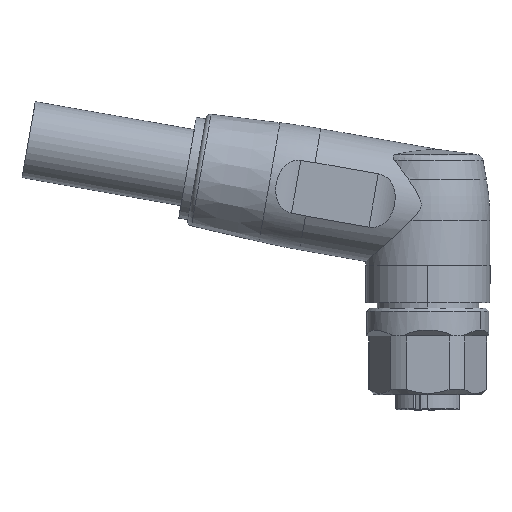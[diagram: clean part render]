
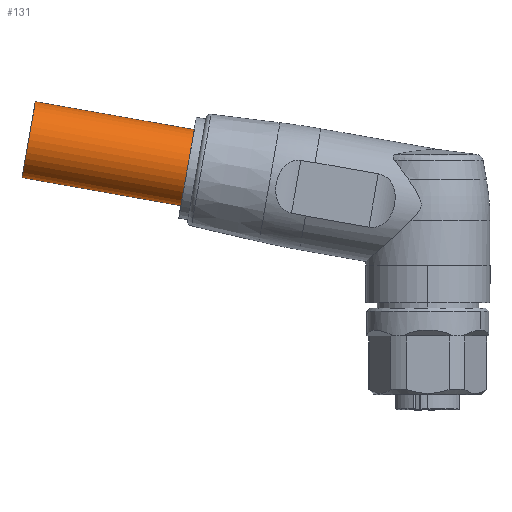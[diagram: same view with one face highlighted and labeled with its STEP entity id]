
A CAD part, left-side view. The second image highlights one B-rep face of the part: STEP entity #131.
In plain terms, the highlighted cylindrical face has radius 4.9 mm (diameter 9.8 mm), a partial arc.
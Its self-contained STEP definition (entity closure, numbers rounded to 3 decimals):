
#47=AXIS2_PLACEMENT_3D('Circle Axis2P3D',#45,#46,$) ;
#54=AXIS2_PLACEMENT_3D('Circle Axis2P3D',#52,#53,$) ;
#82=AXIS2_PLACEMENT_3D('Cylinder Axis2P3D',#79,#80,#81) ;
#121=AXIS2_PLACEMENT_3D('Circle Axis2P3D',#119,#120,$) ;
#42=CARTESIAN_POINT('Vertex',(7.9,59.468,29.567)) ;
#45=CARTESIAN_POINT('Axis2P3D Location',(7.9,58.618,34.393)) ;
#49=CARTESIAN_POINT('Vertex',(3.,58.618,34.393)) ;
#52=CARTESIAN_POINT('Axis2P3D Location',(7.9,58.618,34.393)) ;
#56=CARTESIAN_POINT('Vertex',(7.9,57.767,39.218)) ;
#79=CARTESIAN_POINT('Axis2P3D Location',(7.9,58.618,34.393)) ;
#84=CARTESIAN_POINT('Line Origine',(7.9,57.767,39.218)) ;
#88=CARTESIAN_POINT('Vertex',(7.9,37.578,35.659)) ;
#95=CARTESIAN_POINT('Vertex',(7.9,39.28,26.008)) ;
#98=CARTESIAN_POINT('Line Origine',(7.9,59.468,29.567)) ;
#119=CARTESIAN_POINT('Axis2P3D Location',(7.9,38.429,30.833)) ;
#46=DIRECTION('Axis2P3D Direction',(0.,0.985,0.174)) ;
#53=DIRECTION('Axis2P3D Direction',(0.,0.985,0.174)) ;
#80=DIRECTION('Axis2P3D Direction',(0.,-0.985,-0.174)) ;
#81=DIRECTION('Axis2P3D XDirection',(0.,0.174,-0.985)) ;
#85=DIRECTION('Vector Direction',(0.,-0.985,-0.174)) ;
#99=DIRECTION('Vector Direction',(0.,-0.985,-0.174)) ;
#120=DIRECTION('Axis2P3D Direction',(0.,-0.985,-0.174)) ;
#86=VECTOR('Line Direction',#85,1.) ;
#100=VECTOR('Line Direction',#99,1.) ;
#125=ORIENTED_EDGE('',*,*,#102,.F.) ;
#126=ORIENTED_EDGE('',*,*,#123,.T.) ;
#127=ORIENTED_EDGE('',*,*,#90,.F.) ;
#128=ORIENTED_EDGE('',*,*,#58,.F.) ;
#129=ORIENTED_EDGE('',*,*,#51,.F.) ;
#131=ADVANCED_FACE('Hauptkoerper',(#130),#83,.T.) ;
#48=CIRCLE('generated circle',#47,4.9) ;
#55=CIRCLE('generated circle',#54,4.9) ;
#122=CIRCLE('generated circle',#121,4.9) ;
#83=CYLINDRICAL_SURFACE('generated cylinder',#82,4.9) ;
#51=EDGE_CURVE('',#43,#50,#48,.T.) ;
#58=EDGE_CURVE('',#50,#57,#55,.T.) ;
#90=EDGE_CURVE('',#57,#89,#87,.T.) ;
#102=EDGE_CURVE('',#96,#43,#101,.F.) ;
#123=EDGE_CURVE('',#96,#89,#122,.F.) ;
#124=EDGE_LOOP('',(#125,#126,#127,#128,#129)) ;
#130=FACE_OUTER_BOUND('',#124,.T.) ;
#87=LINE('Line',#84,#86) ;
#101=LINE('Line',#98,#100) ;
#43=VERTEX_POINT('',#42) ;
#50=VERTEX_POINT('',#49) ;
#57=VERTEX_POINT('',#56) ;
#89=VERTEX_POINT('',#88) ;
#96=VERTEX_POINT('',#95) ;
